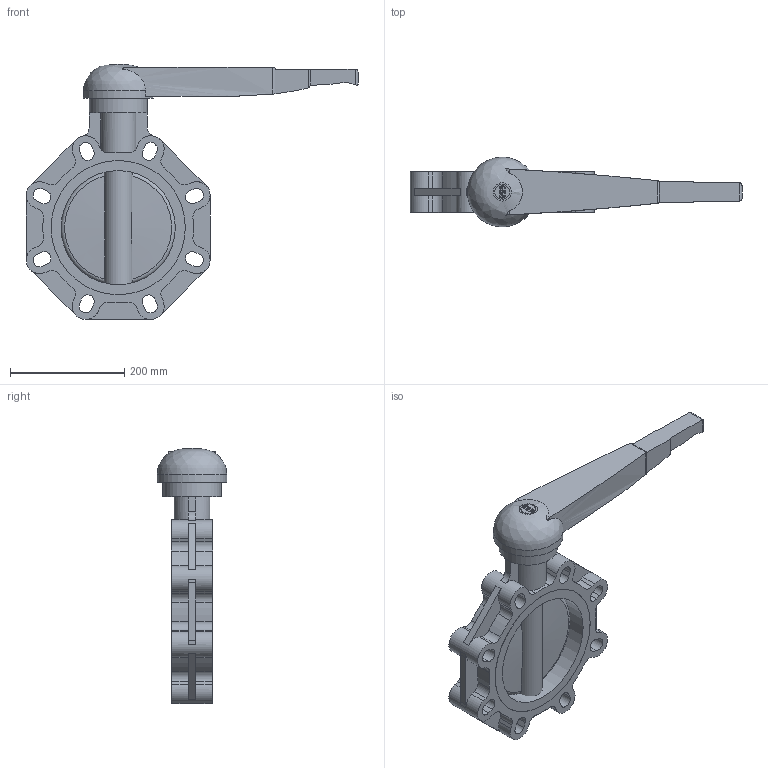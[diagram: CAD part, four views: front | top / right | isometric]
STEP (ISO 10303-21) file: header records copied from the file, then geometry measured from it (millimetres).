
FILE_DESCRIPTION(/* description */ (''),/* implementation_level */ '2;1');
FILE_NAME(/* name */ 'FKOMLM225E.iam.stp',/* time_stamp */ '2013-10-07T12:38:10+02:00',/* author */ ('bfaro'),/* organization */ (''),/* preprocessor_version */ 'ST-DEVELOPER v15.2',/* originating_system */ 'Autodesk Inventor 2014',/* authorisation */ '');
FILE_SCHEMA (('AUTOMOTIVE_DESIGN { 1 0 10303 214 3 1 1 }'));
Length unit declared in the file: millimetre
Products named in the file (5): Maniglia FK 225; Piastrina 40; cassa FK 225; Disco FE-FK 225; FKOMLM225E
Bounding box: 581.47 x 121.89 x 446.72 mm (x, y, z)
Volume: 5013824.5 mm3; surface area: 507993 mm2
Topology: 5 solids, 5 shells, 268 faces, 745 edges, 496 vertices
Faces by surface type: plane 139, cylinder 122, cone 4, torus 2, bspline 1
Full cylindrical faces by diameter (mm): 26.1 x1, 50 x1, 102 x1, 122 x1, 200 x1, 235 x2
Entity records: 9064 total; most frequent: CARTESIAN_POINT 1871, DIRECTION 1526, ORIENTED_EDGE 1472, EDGE_CURVE 736, AXIS2_PLACEMENT_3D 553, VERTEX_POINT 494, LINE 420, VECTOR 420
